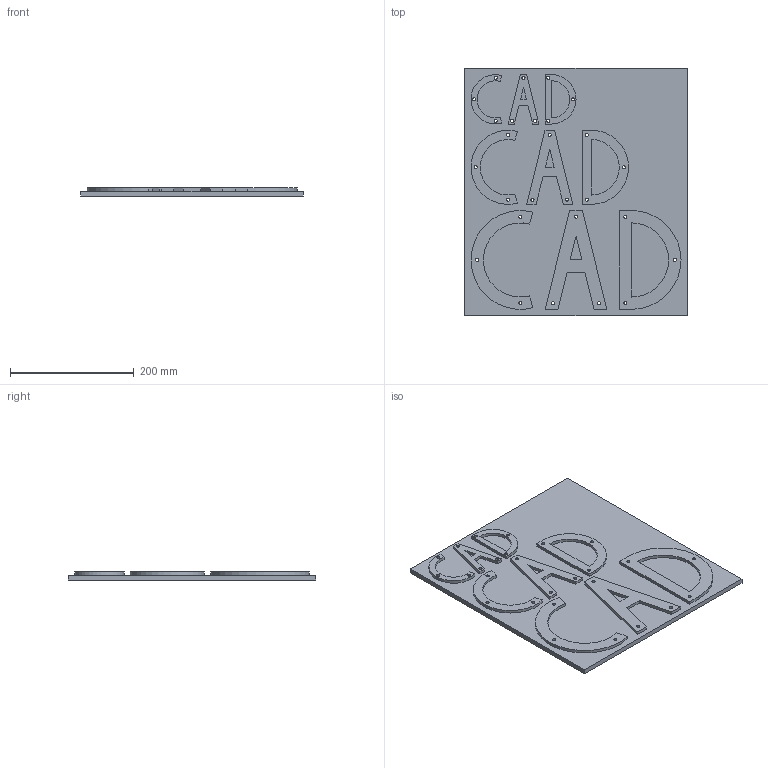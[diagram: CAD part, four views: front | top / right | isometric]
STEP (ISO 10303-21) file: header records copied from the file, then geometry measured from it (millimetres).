
FILE_DESCRIPTION(('CATIA V5 STEP Exchange','CAx-IF Rec.Pracs.--- Model Styling and Organization---1.5--- 2016-08-15','CAx-IF Rec.Pracs.---Supplemental Geometry---1.0---2011-11-01','CAx-IF Rec.Pracs.--- Composite Materials ---3.4---2017-06-13','CAx-IF Rec.Pracs.---Tessellated 3D Geometry---1.0---2015-12-17'),'2;1');
FILE_NAME('Schild.stp','2023-09-04T09:51:33+00:00',('none'),('none'),'CATIA Version 5-6 Release 2022 SP3','CATIA V5 STEP AP242 v2','none');
FILE_SCHEMA(('AP242_MANAGED_MODEL_BASED_3D_ENGINEERING_MIM_LF {1 0 10303 442 1 1 4}'));
Length unit declared in the file: millimetre
Products named in the file (5): Schild; CAD50; CAD75; Platte; CAD100
Assembly tree (4 placements, depth 2):
  Schild
    CAD50
    CAD75
    Platte
    CAD100
Bounding box: 360 x 400 x 13 mm (x, y, z)
Volume: 1320478.3 mm3; surface area: 395671.5 mm2
Topology: 10 solids, 10 shells, 195 faces, 525 edges, 350 vertices
Faces by surface type: cylinder 120, plane 75
Entity records: 5930 total; most frequent: ORIENTED_EDGE 1050, CARTESIAN_POINT 997, DIRECTION 769, EDGE_CURVE 525, AXIS2_PLACEMENT_3D 362, VERTEX_POINT 350, EDGE_LOOP 315, VECTOR 285
